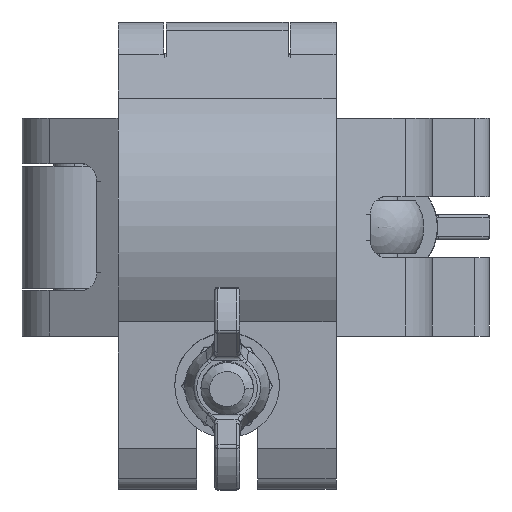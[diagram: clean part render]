
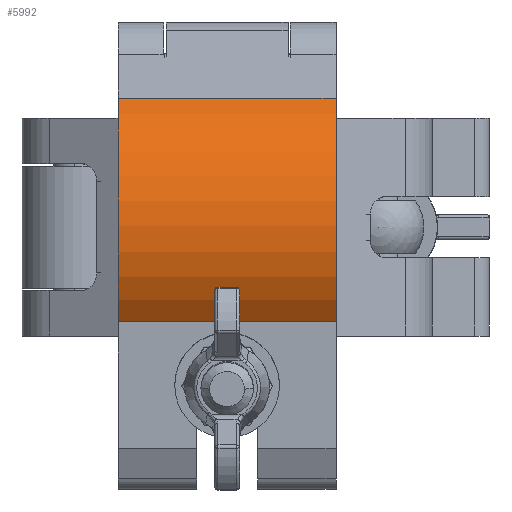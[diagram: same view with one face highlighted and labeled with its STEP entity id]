
A CAD part, front view. The second image highlights one B-rep face of the part: STEP entity #5992.
In plain terms, the highlighted cylindrical face has radius 35.4 mm (diameter 70.8 mm), a partial arc.
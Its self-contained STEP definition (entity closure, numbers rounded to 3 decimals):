
#335 = AXIS2_PLACEMENT_3D ( 'NONE', #1415, #5144, #7447 ) ;
#742 = DIRECTION ( 'NONE',  ( 0., 0., -1. ) ) ;
#1108 = VERTEX_POINT ( 'NONE', #9432 ) ;
#1256 = DIRECTION ( 'NONE',  ( 0., 0., -1. ) ) ;
#1410 = EDGE_CURVE ( 'NONE', #1944, #6045, #8684, .T. ) ;
#1415 = CARTESIAN_POINT ( 'NONE',  ( 47., 25.18, -24.95 ) ) ;
#1944 = VERTEX_POINT ( 'NONE', #6727 ) ;
#1949 = ORIENTED_EDGE ( 'NONE', *, *, #9381, .F. ) ;
#2311 = DIRECTION ( 'NONE',  ( 0., 0., 1. ) ) ;
#2411 = AXIS2_PLACEMENT_3D ( 'NONE', #5273, #742, #5375 ) ;
#3061 = DIRECTION ( 'NONE',  ( 1., 0., 0. ) ) ;
#3279 = VECTOR ( 'NONE', #8896, 1000. ) ;
#3716 = CARTESIAN_POINT ( 'NONE',  ( 16.54, 43.218, -24.95 ) ) ;
#3861 = CIRCLE ( 'NONE', #335, 35.4 ) ;
#4092 = FACE_OUTER_BOUND ( 'NONE', #6151, .T. ) ;
#5144 = DIRECTION ( 'NONE',  ( 0., 0., 1. ) ) ;
#5153 = VECTOR ( 'NONE', #1256, 1000. ) ;
#5273 = CARTESIAN_POINT ( 'NONE',  ( 47., 25.18, 24.95 ) ) ;
#5375 = DIRECTION ( 'NONE',  ( -1., 0., 0. ) ) ;
#5673 = EDGE_CURVE ( 'NONE', #1108, #7697, #8338, .T. ) ;
#5910 = ORIENTED_EDGE ( 'NONE', *, *, #8686, .T. ) ;
#5984 = CIRCLE ( 'NONE', #9036, 35.4 ) ;
#5992 = ADVANCED_FACE ( 'NONE', ( #4092 ), #9508, .T. ) ;
#6045 = VERTEX_POINT ( 'NONE', #6105 ) ;
#6105 = CARTESIAN_POINT ( 'NONE',  ( 67.5, 54.04, -24.95 ) ) ;
#6112 = ORIENTED_EDGE ( 'NONE', *, *, #5673, .F. ) ;
#6143 = CARTESIAN_POINT ( 'NONE',  ( 67.5, 54.04, 24.95 ) ) ;
#6151 = EDGE_LOOP ( 'NONE', ( #5910, #6112, #1949, #7807 ) ) ;
#6727 = CARTESIAN_POINT ( 'NONE',  ( 67.5, 54.04, 24.95 ) ) ;
#7447 = DIRECTION ( 'NONE',  ( 1., 0., 0. ) ) ;
#7697 = VERTEX_POINT ( 'NONE', #3716 ) ;
#7807 = ORIENTED_EDGE ( 'NONE', *, *, #1410, .T. ) ;
#8338 = LINE ( 'NONE', #9544, #5153 ) ;
#8684 = LINE ( 'NONE', #6143, #3279 ) ;
#8686 = EDGE_CURVE ( 'NONE', #6045, #7697, #3861, .T. ) ;
#8896 = DIRECTION ( 'NONE',  ( 0., 0., -1. ) ) ;
#9036 = AXIS2_PLACEMENT_3D ( 'NONE', #9156, #2311, #3061 ) ;
#9156 = CARTESIAN_POINT ( 'NONE',  ( 47., 25.18, 24.95 ) ) ;
#9381 = EDGE_CURVE ( 'NONE', #1944, #1108, #5984, .T. ) ;
#9432 = CARTESIAN_POINT ( 'NONE',  ( 16.54, 43.218, 24.95 ) ) ;
#9508 = CYLINDRICAL_SURFACE ( 'NONE', #2411, 35.4 ) ;
#9544 = CARTESIAN_POINT ( 'NONE',  ( 16.54, 43.218, 24.95 ) ) ;
